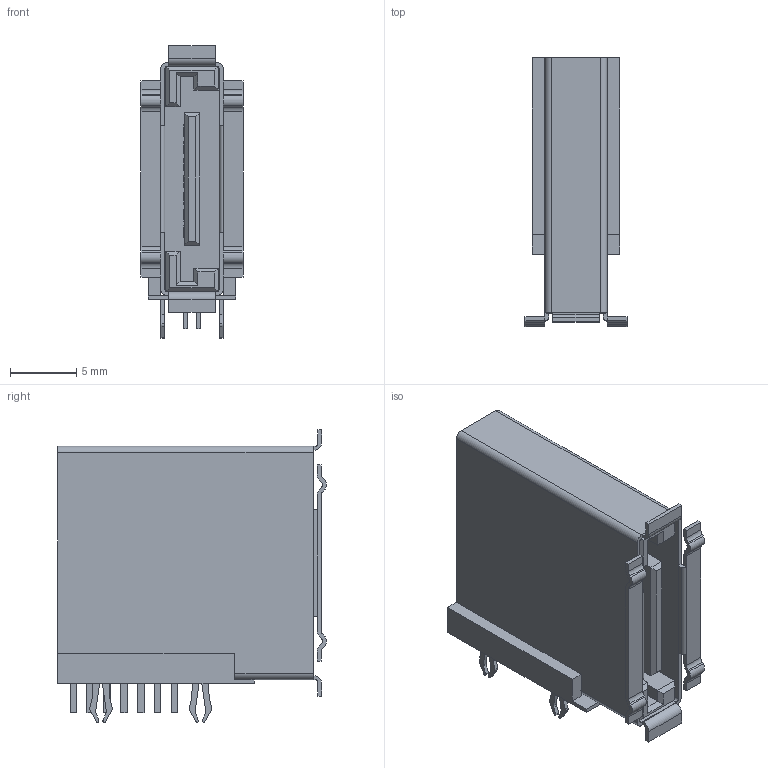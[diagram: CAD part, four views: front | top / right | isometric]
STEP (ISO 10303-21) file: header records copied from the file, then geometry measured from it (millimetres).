
FILE_DESCRIPTION((''),'2;1');
FILE_NAME('FCI_10074141-001LF.stp','2010-03-22T09:50:21',(''),(''),'Mechanical Desktop 2010','Mechanical Desktop 2010',', , ');
FILE_SCHEMA(('AUTOMOTIVE_DESIGN { 1 2 10303 214 1 1 1 1 }'));
Length unit declared in the file: millimetre
Products named in the file (1): Product
Bounding box: 7.7 x 20.27 x 22.06 mm (x, y, z)
Volume: 1413 mm3; surface area: 2293.1 mm2
Topology: 33 solids, 33 shells, 341 faces, 802 edges, 528 vertices
Faces by surface type: plane 238, bspline 55, cylinder 48
Entity records: 9869 total; most frequent: CARTESIAN_POINT 2033, ORIENTED_EDGE 1604, DIRECTION 1500, EDGE_CURVE 802, VECTOR 678, LINE 678, VERTEX_POINT 528, AXIS2_PLACEMENT_3D 411
